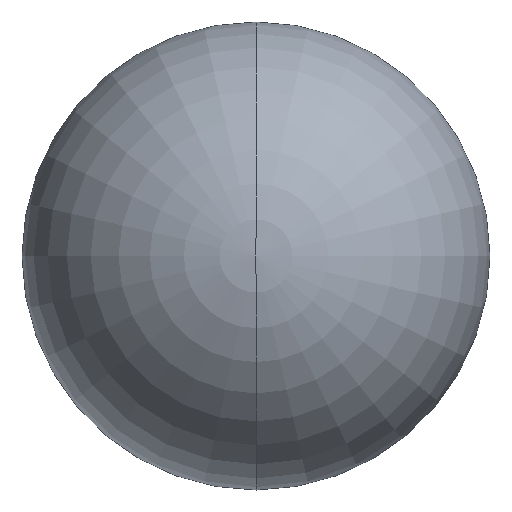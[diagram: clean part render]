
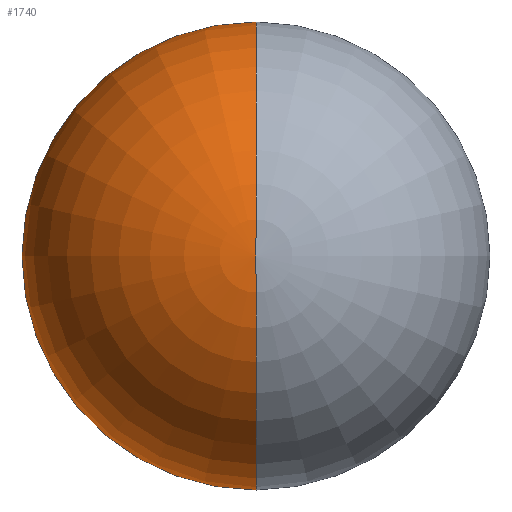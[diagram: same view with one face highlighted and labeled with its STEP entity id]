
A CAD part, left-side view. The second image highlights one B-rep face of the part: STEP entity #1740.
In plain terms, the highlighted toroidal (fillet/blend) face has major radius 0.037 mm and minor radius 7.9 mm.
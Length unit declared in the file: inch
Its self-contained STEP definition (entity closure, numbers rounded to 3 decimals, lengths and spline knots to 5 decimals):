
#39 = AXIS2_PLACEMENT_3D ( 'NONE', #781, #771, #759 ) ;
#185 = EDGE_CURVE ( 'NONE', #3689, #962, #2068, .T. ) ;
#309 = AXIS2_PLACEMENT_3D ( 'NONE', #691, #1385, #1463 ) ;
#493 = EDGE_CURVE ( 'NONE', #962, #2470, #518, .T. ) ;
#518 = CIRCLE ( 'NONE', #767, 0.3125 ) ;
#577 = ORIENTED_EDGE ( 'NONE', *, *, #185, .F. ) ;
#653 = AXIS2_PLACEMENT_3D ( 'NONE', #1193, #3180, #1466 ) ;
#691 = CARTESIAN_POINT ( 'NONE',  ( 33.01991, 8.98659, 0. ) ) ;
#759 = DIRECTION ( 'NONE',  ( 0., 0., -1. ) ) ;
#767 = AXIS2_PLACEMENT_3D ( 'NONE', #1712, #1703, #1694 ) ;
#771 = DIRECTION ( 'NONE',  ( 0., -1., 0. ) ) ;
#781 = CARTESIAN_POINT ( 'NONE',  ( 33.01991, 8.98659, -0.00148 ) ) ;
#962 = VERTEX_POINT ( 'NONE', #1566 ) ;
#1193 = CARTESIAN_POINT ( 'NONE',  ( 33.01991, 8.98659, 0.00148 ) ) ;
#1330 = FACE_OUTER_BOUND ( 'NONE', #1551, .T. ) ;
#1385 = DIRECTION ( 'NONE',  ( 1., 0., 0. ) ) ;
#1463 = DIRECTION ( 'NONE',  ( 0., 0., -1. ) ) ;
#1466 = DIRECTION ( 'NONE',  ( 0., 0., 1. ) ) ;
#1551 = EDGE_LOOP ( 'NONE', ( #577, #2713, #2643 ) ) ;
#1566 = CARTESIAN_POINT ( 'NONE',  ( 33.01991, 8.98659, -0.3125 ) ) ;
#1694 = DIRECTION ( 'NONE',  ( 0., 0., -1. ) ) ;
#1703 = DIRECTION ( 'NONE',  ( 1., 0., 0. ) ) ;
#1712 = CARTESIAN_POINT ( 'NONE',  ( 33.01991, 8.98659, 0. ) ) ;
#1715 = CIRCLE ( 'NONE', #653, 0.31102 ) ;
#1740 = ADVANCED_FACE ( 'NONE', ( #1330 ), #2826, .T. ) ;
#1828 = CARTESIAN_POINT ( 'NONE',  ( 33.01991, 8.98659, 0.3125 ) ) ;
#2068 = CIRCLE ( 'NONE', #39, 0.31102 ) ;
#2470 = VERTEX_POINT ( 'NONE', #1828 ) ;
#2643 = ORIENTED_EDGE ( 'NONE', *, *, #493, .F. ) ;
#2713 = ORIENTED_EDGE ( 'NONE', *, *, #2936, .T. ) ;
#2826 = TOROIDAL_SURFACE ( 'NONE', #309, 0.00148, 0.31102 ) ;
#2936 = EDGE_CURVE ( 'NONE', #3689, #2470, #1715, .T. ) ;
#3180 = DIRECTION ( 'NONE',  ( 0., 1., 0. ) ) ;
#3502 = CARTESIAN_POINT ( 'NONE',  ( 32.70889, 8.98659, 0. ) ) ;
#3689 = VERTEX_POINT ( 'NONE', #3502 ) ;
